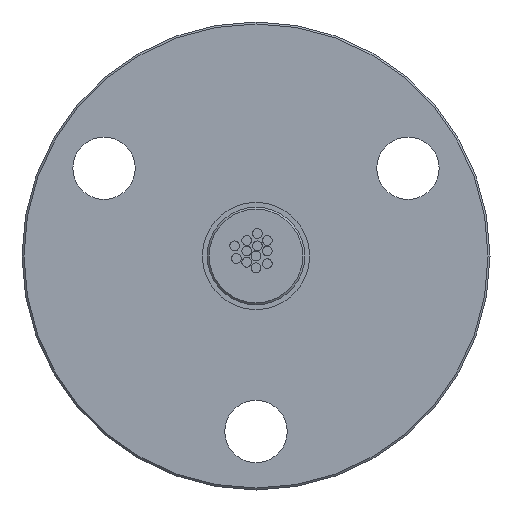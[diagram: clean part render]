
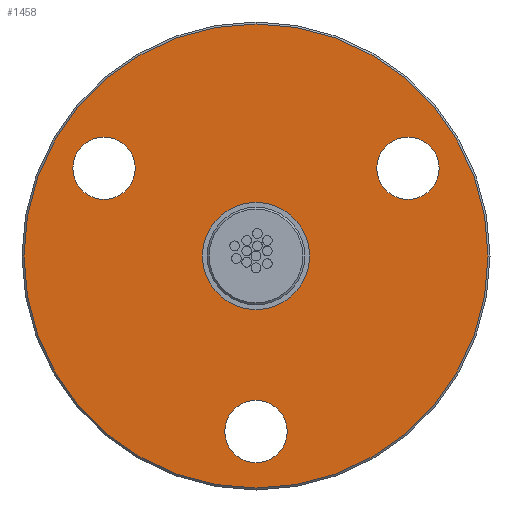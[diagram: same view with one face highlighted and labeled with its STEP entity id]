
A CAD part, left-side view. The second image highlights one B-rep face of the part: STEP entity #1458.
In plain terms, the highlighted planar face has unit normal (-1, 0, 0).
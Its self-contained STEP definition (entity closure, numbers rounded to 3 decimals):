
#233=CARTESIAN_POINT('',(4.,0.,
0.));
#234=DIRECTION('',(-1.,0.,0.));
#235=DIRECTION('',(0.,0.,-1.));
#236=AXIS2_PLACEMENT_3D('',#233,#234,#235);
#238=CARTESIAN_POINT('',(4.,0.,
0.));
#239=DIRECTION('',(-1.,0.,0.));
#240=DIRECTION('',(0.,0.,1.));
#241=AXIS2_PLACEMENT_3D('',#238,#239,#240);
#243=CARTESIAN_POINT('',(4.,0.,-9.));
#244=DIRECTION('',(-1.,0.,0.));
#245=DIRECTION('',(0.,1.,0.));
#246=AXIS2_PLACEMENT_3D('',#243,#244,#245);
#248=CARTESIAN_POINT('',(4.,0.,-9.));
#249=DIRECTION('',(-1.,0.,0.));
#250=DIRECTION('',(0.,-1.,0.));
#251=AXIS2_PLACEMENT_3D('',#248,#249,#250);
#253=CARTESIAN_POINT('',(4.,7.794,4.5));
#254=DIRECTION('',(-1.,0.,0.));
#255=DIRECTION('',(0.,-0.5,0.866));
#256=AXIS2_PLACEMENT_3D('',#253,#254,#255);
#258=CARTESIAN_POINT('',(4.,7.794,4.5));
#259=DIRECTION('',(-1.,0.,0.));
#260=DIRECTION('',(0.,0.5,-0.866));
#261=AXIS2_PLACEMENT_3D('',#258,#259,#260);
#263=CARTESIAN_POINT('',(4.,-7.794,4.5));
#264=DIRECTION('',(-1.,0.,0.));
#265=DIRECTION('',(0.,-0.5,-0.866));
#266=AXIS2_PLACEMENT_3D('',#263,#264,#265);
#268=CARTESIAN_POINT('',(4.,-7.794,4.5));
#269=DIRECTION('',(-1.,0.,0.));
#270=DIRECTION('',(0.,0.5,0.866));
#271=AXIS2_PLACEMENT_3D('',#268,#269,#270);
#273=CARTESIAN_POINT('',(4.,0.,0.));
#274=DIRECTION('',(-1.,0.,0.));
#275=DIRECTION('',(0.,0.,-1.));
#276=AXIS2_PLACEMENT_3D('',#273,#274,#275);
#278=CARTESIAN_POINT('',(4.,0.,0.));
#279=DIRECTION('',(-1.,0.,0.));
#280=DIRECTION('',(0.,0.,1.));
#281=AXIS2_PLACEMENT_3D('',#278,#279,#280);
#953=CARTESIAN_POINT('',(4.,0.,-11.9));
#954=CARTESIAN_POINT('',(4.,0.,11.9));
#955=VERTEX_POINT('',#953);
#956=VERTEX_POINT('',#954);
#981=CARTESIAN_POINT('',(4.,1.6,-9.));
#982=CARTESIAN_POINT('',(4.,-1.6,-9.));
#983=VERTEX_POINT('',#981);
#984=VERTEX_POINT('',#982);
#989=CARTESIAN_POINT('',(4.,6.994,5.886));
#990=CARTESIAN_POINT('',(4.,8.594,3.114));
#991=VERTEX_POINT('',#989);
#992=VERTEX_POINT('',#990);
#997=CARTESIAN_POINT('',(4.,-8.594,3.114));
#998=CARTESIAN_POINT('',(4.,-6.994,5.886));
#999=VERTEX_POINT('',#997);
#1000=VERTEX_POINT('',#998);
#1201=CARTESIAN_POINT('',(4.,0.,-2.75));
#1202=CARTESIAN_POINT('',(4.,0.,2.75));
#1203=VERTEX_POINT('',#1201);
#1204=VERTEX_POINT('',#1202);
#1424=CARTESIAN_POINT('',(4.,0.,0.));
#1425=DIRECTION('',(1.,0.,0.));
#1426=DIRECTION('',(0.,0.,1.));
#1427=AXIS2_PLACEMENT_3D('',#1424,#1425,#1426);
#1428=PLANE('',#1427);
#1429=ORIENTED_EDGE('',*,*,#1414,.F.);
#1431=ORIENTED_EDGE('',*,*,#1430,.F.);
#1432=EDGE_LOOP('',(#1429,#1431));
#1433=FACE_OUTER_BOUND('',#1432,.F.);
#1435=ORIENTED_EDGE('',*,*,#1434,.T.);
#1437=ORIENTED_EDGE('',*,*,#1436,.T.);
#1438=EDGE_LOOP('',(#1435,#1437));
#1439=FACE_BOUND('',#1438,.F.);
#1441=ORIENTED_EDGE('',*,*,#1440,.T.);
#1443=ORIENTED_EDGE('',*,*,#1442,.T.);
#1444=EDGE_LOOP('',(#1441,#1443));
#1445=FACE_BOUND('',#1444,.F.);
#1447=ORIENTED_EDGE('',*,*,#1446,.T.);
#1449=ORIENTED_EDGE('',*,*,#1448,.T.);
#1450=EDGE_LOOP('',(#1447,#1449));
#1451=FACE_BOUND('',#1450,.F.);
#1453=ORIENTED_EDGE('',*,*,#1452,.T.);
#1455=ORIENTED_EDGE('',*,*,#1454,.T.);
#1456=EDGE_LOOP('',(#1453,#1455));
#1457=FACE_BOUND('',#1456,.F.);
#1458=ADVANCED_FACE('',(#1433,#1439,#1445,#1451,#1457),#1428,.F.);
#237=CIRCLE('',#236,11.9);
#242=CIRCLE('',#241,11.9);
#247=CIRCLE('',#246,1.6);
#252=CIRCLE('',#251,1.6);
#257=CIRCLE('',#256,1.6);
#262=CIRCLE('',#261,1.6);
#267=CIRCLE('',#266,1.6);
#272=CIRCLE('',#271,1.6);
#277=CIRCLE('',#276,2.75);
#282=CIRCLE('',#281,2.75);
#1414=EDGE_CURVE('',#955,#956,#237,.T.);
#1430=EDGE_CURVE('',#956,#955,#242,.T.);
#1434=EDGE_CURVE('',#983,#984,#247,.T.);
#1436=EDGE_CURVE('',#984,#983,#252,.T.);
#1440=EDGE_CURVE('',#991,#992,#257,.T.);
#1442=EDGE_CURVE('',#992,#991,#262,.T.);
#1446=EDGE_CURVE('',#999,#1000,#267,.T.);
#1448=EDGE_CURVE('',#1000,#999,#272,.T.);
#1452=EDGE_CURVE('',#1203,#1204,#277,.T.);
#1454=EDGE_CURVE('',#1204,#1203,#282,.T.);
